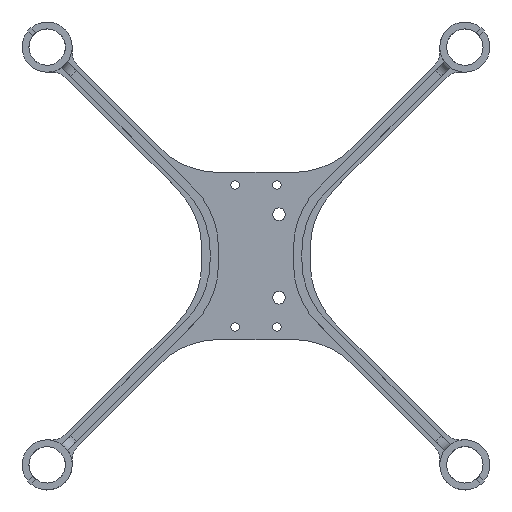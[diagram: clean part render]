
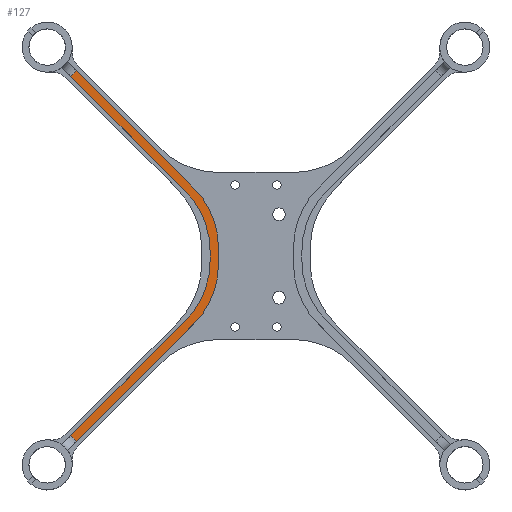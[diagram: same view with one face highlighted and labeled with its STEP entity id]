
A CAD part, top view. The second image highlights one B-rep face of the part: STEP entity #127.
In plain terms, the highlighted planar face has unit normal (0, 0, 1).
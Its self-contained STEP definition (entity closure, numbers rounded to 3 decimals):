
#127=ADVANCED_FACE('',(#719),#721,.T.);
#719=FACE_BOUND('',#720,.T.);
#720=EDGE_LOOP('',(#1249,#1250,#1251,#1252,#1253,#1254,#1255,#1256,#1257,#1258,#1259,
#1260));
#721=PLANE('',#722);
#722=AXIS2_PLACEMENT_3D('',#723,#724,#725);
#723=CARTESIAN_POINT('',(0.,0.,6.));
#724=DIRECTION('',(0.,0.,1.));
#725=DIRECTION('',(0.,1.,0.));
#1249=ORIENTED_EDGE('',*,*,#1553,.F.);
#1250=ORIENTED_EDGE('',*,*,#1554,.T.);
#1251=ORIENTED_EDGE('',*,*,#1555,.F.);
#1252=ORIENTED_EDGE('',*,*,#1510,.T.);
#1253=ORIENTED_EDGE('',*,*,#1506,.T.);
#1254=ORIENTED_EDGE('',*,*,#1526,.T.);
#1255=ORIENTED_EDGE('',*,*,#1556,.F.);
#1256=ORIENTED_EDGE('',*,*,#1557,.T.);
#1257=ORIENTED_EDGE('',*,*,#1558,.F.);
#1258=ORIENTED_EDGE('',*,*,#1550,.T.);
#1259=ORIENTED_EDGE('',*,*,#1547,.T.);
#1260=ORIENTED_EDGE('',*,*,#1552,.T.);
#1506=EDGE_CURVE('',#1895,#1893,#1896,.F.);
#1510=EDGE_CURVE('',#1899,#1895,#1902,.T.);
#1526=EDGE_CURVE('',#1893,#1928,#1930,.T.);
#1547=EDGE_CURVE('',#1964,#1962,#1965,.F.);
#1550=EDGE_CURVE('',#1967,#1964,#1969,.T.);
#1552=EDGE_CURVE('',#1962,#1970,#1972,.T.);
#1553=EDGE_CURVE('',#1973,#1970,#1974,.F.);
#1554=EDGE_CURVE('',#1973,#1975,#1976,.T.);
#1555=EDGE_CURVE('',#1899,#1975,#1977,.F.);
#1556=EDGE_CURVE('',#1978,#1928,#1979,.F.);
#1557=EDGE_CURVE('',#1978,#1980,#1981,.T.);
#1558=EDGE_CURVE('',#1967,#1980,#1982,.F.);
#1893=VERTEX_POINT('',#2777);
#1895=VERTEX_POINT('',#2804);
#1896=CIRCLE('',#2805,9.);
#1899=VERTEX_POINT('',#2836);
#1902=LINE('',#2843,#2844);
#1928=VERTEX_POINT('',#2905);
#1930=LINE('',#2909,#2910);
#1962=VERTEX_POINT('',#3077);
#1964=VERTEX_POINT('',#3104);
#1965=CIRCLE('',#3105,9.);
#1967=VERTEX_POINT('',#3135);
#1969=LINE('',#3139,#3140);
#1970=VERTEX_POINT('',#3142);
#1972=LINE('',#3146,#3147);
#1973=VERTEX_POINT('',#3149);
#1974=CIRCLE('',#3150,20.);
#1975=VERTEX_POINT('',#3154);
#1976=LINE('',#3155,#3156);
#1977=CIRCLE('',#3158,20.);
#1978=VERTEX_POINT('',#3162);
#1979=CIRCLE('',#3163,20.);
#1980=VERTEX_POINT('',#3167);
#1981=LINE('',#3168,#3169);
#1982=CIRCLE('',#3171,20.);
#2777=CARTESIAN_POINT('',(-44.383,42.968,6.));
#2804=CARTESIAN_POINT('',(-42.968,44.383,6.));
#2805=AXIS2_PLACEMENT_3D('',#2806,#2807,#2808);
#2806=CARTESIAN_POINT('',(-50.,50.,6.));
#2807=DIRECTION('',(0.,0.,1.));
#2808=DIRECTION('',(0.624,-0.781,0.));
#2836=CARTESIAN_POINT('',(-14.858,16.272,6.));
#2843=CARTESIAN_POINT('',(-14.858,16.272,6.));
#2844=VECTOR('',#2845,1.);
#2845=DIRECTION('',(-0.707,0.707,0.));
#2905=CARTESIAN_POINT('',(-16.858,15.444,6.));
#2909=CARTESIAN_POINT('',(-44.383,42.968,6.));
#2910=VECTOR('',#2911,1.);
#2911=DIRECTION('',(0.707,-0.707,0.));
#3077=CARTESIAN_POINT('',(-42.968,-44.383,6.));
#3104=CARTESIAN_POINT('',(-44.383,-42.968,6.));
#3105=AXIS2_PLACEMENT_3D('',#3106,#3107,#3108);
#3106=CARTESIAN_POINT('',(-50.,-50.,6.));
#3107=DIRECTION('',(0.,0.,1.));
#3108=DIRECTION('',(0.781,0.624,0.));
#3135=CARTESIAN_POINT('',(-16.858,-15.444,6.));
#3139=CARTESIAN_POINT('',(-16.858,-15.444,6.));
#3140=VECTOR('',#3141,1.);
#3141=DIRECTION('',(-0.707,-0.707,0.));
#3142=CARTESIAN_POINT('',(-14.858,-16.272,6.));
#3146=CARTESIAN_POINT('',(-42.968,-44.383,6.));
#3147=VECTOR('',#3148,1.);
#3148=DIRECTION('',(0.707,0.707,0.));
#3149=CARTESIAN_POINT('',(-9.,-2.13,6.));
#3150=AXIS2_PLACEMENT_3D('',#3151,#3152,#3153);
#3151=CARTESIAN_POINT('',(-29.,-2.13,6.));
#3152=DIRECTION('',(0.,0.,1.));
#3153=DIRECTION('',(0.707,-0.707,0.));
#3154=CARTESIAN_POINT('',(-9.,2.13,6.));
#3155=CARTESIAN_POINT('',(-9.,-2.13,6.));
#3156=VECTOR('',#3157,1.);
#3157=DIRECTION('',(0.,1.,0.));
#3158=AXIS2_PLACEMENT_3D('',#3159,#3160,#3161);
#3159=CARTESIAN_POINT('',(-29.,2.13,6.));
#3160=DIRECTION('',(0.,0.,1.));
#3161=DIRECTION('',(1.,0.,0.));
#3162=CARTESIAN_POINT('',(-11.,1.302,6.));
#3163=AXIS2_PLACEMENT_3D('',#3164,#3165,#3166);
#3164=CARTESIAN_POINT('',(-31.,1.302,6.));
#3165=DIRECTION('',(0.,0.,-1.));
#3166=DIRECTION('',(0.707,0.707,0.));
#3167=CARTESIAN_POINT('',(-11.,-1.302,6.));
#3168=CARTESIAN_POINT('',(-11.,1.302,6.));
#3169=VECTOR('',#3170,1.);
#3170=DIRECTION('',(0.,-1.,0.));
#3171=AXIS2_PLACEMENT_3D('',#3172,#3173,#3174);
#3172=CARTESIAN_POINT('',(-31.,-1.302,6.));
#3173=DIRECTION('',(0.,0.,-1.));
#3174=DIRECTION('',(1.,0.,0.));
